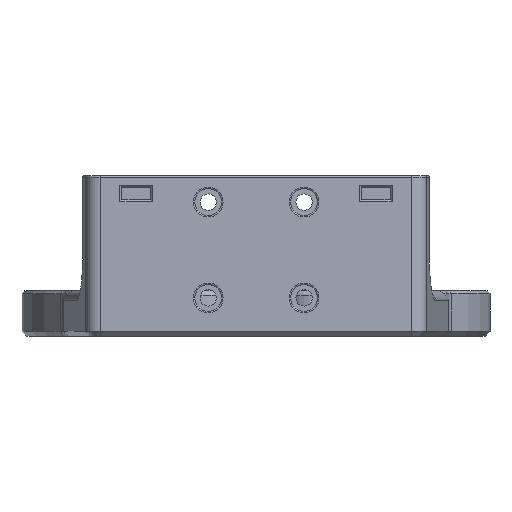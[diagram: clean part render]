
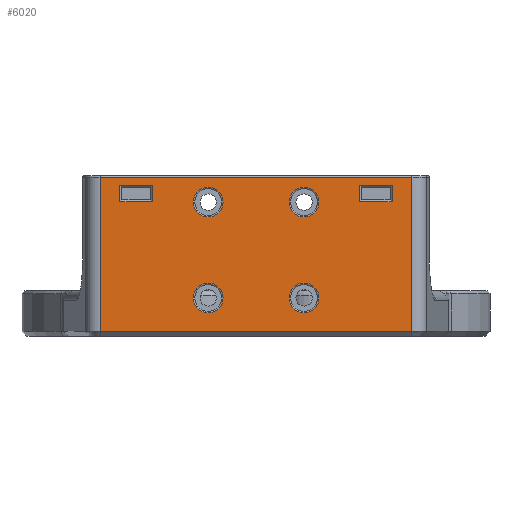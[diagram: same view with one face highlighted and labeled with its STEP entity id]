
A CAD part, front view. The second image highlights one B-rep face of the part: STEP entity #6020.
In plain terms, the highlighted planar face has unit normal (0, -1, 0).
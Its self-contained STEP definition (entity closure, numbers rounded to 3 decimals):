
#41=FACE_BOUND('',#839,.T.);
#42=FACE_BOUND('',#840,.T.);
#43=FACE_BOUND('',#841,.T.);
#44=FACE_BOUND('',#842,.T.);
#45=FACE_BOUND('',#843,.T.);
#46=FACE_BOUND('',#844,.T.);
#263=PLANE('',#6361);
#485=FACE_OUTER_BOUND('',#838,.T.);
#838=EDGE_LOOP('',(#4720,#4721,#4722,#4723));
#839=EDGE_LOOP('',(#4724,#4725,#4726,#4727));
#840=EDGE_LOOP('',(#4728));
#841=EDGE_LOOP('',(#4729));
#842=EDGE_LOOP('',(#4730));
#843=EDGE_LOOP('',(#4731));
#844=EDGE_LOOP('',(#4732,#4733,#4734,#4735));
#1069=CIRCLE('',#6362,3.1);
#1070=CIRCLE('',#6363,3.1);
#1071=CIRCLE('',#6364,3.1);
#1072=CIRCLE('',#6365,3.1);
#1791=LINE('',#11105,#2255);
#1795=LINE('',#11114,#2259);
#1800=LINE('',#11122,#2264);
#1801=LINE('',#11124,#2265);
#1808=LINE('',#11139,#2272);
#1809=LINE('',#11141,#2273);
#1810=LINE('',#11143,#2274);
#1811=LINE('',#11144,#2275);
#1812=LINE('',#11147,#2276);
#1813=LINE('',#11149,#2277);
#1814=LINE('',#11151,#2278);
#1815=LINE('',#11152,#2279);
#2255=VECTOR('',#7250,10.);
#2259=VECTOR('',#7256,10.);
#2264=VECTOR('',#7263,10.);
#2265=VECTOR('',#7266,10.);
#2272=VECTOR('',#7279,10.);
#2273=VECTOR('',#7280,10.);
#2274=VECTOR('',#7281,10.);
#2275=VECTOR('',#7282,10.);
#2276=VECTOR('',#7283,10.);
#2277=VECTOR('',#7284,10.);
#2278=VECTOR('',#7285,10.);
#2279=VECTOR('',#7286,10.);
#2778=VERTEX_POINT('',#11103);
#2779=VERTEX_POINT('',#11104);
#2782=VERTEX_POINT('',#11112);
#2783=VERTEX_POINT('',#11113);
#2789=VERTEX_POINT('',#11137);
#2790=VERTEX_POINT('',#11138);
#2791=VERTEX_POINT('',#11140);
#2792=VERTEX_POINT('',#11142);
#2793=VERTEX_POINT('',#11145);
#2794=VERTEX_POINT('',#11146);
#2795=VERTEX_POINT('',#11148);
#2796=VERTEX_POINT('',#11150);
#2797=VERTEX_POINT('',#11153);
#2798=VERTEX_POINT('',#11155);
#2799=VERTEX_POINT('',#11157);
#2800=VERTEX_POINT('',#11159);
#3516=EDGE_CURVE('',#2778,#2779,#1791,.T.);
#3520=EDGE_CURVE('',#2782,#2783,#1795,.T.);
#3525=EDGE_CURVE('',#2783,#2778,#1800,.T.);
#3526=EDGE_CURVE('',#2779,#2782,#1801,.T.);
#3533=EDGE_CURVE('',#2789,#2790,#1808,.T.);
#3534=EDGE_CURVE('',#2791,#2789,#1809,.T.);
#3535=EDGE_CURVE('',#2792,#2791,#1810,.T.);
#3536=EDGE_CURVE('',#2790,#2792,#1811,.T.);
#3537=EDGE_CURVE('',#2793,#2794,#1812,.T.);
#3538=EDGE_CURVE('',#2795,#2793,#1813,.T.);
#3539=EDGE_CURVE('',#2796,#2795,#1814,.T.);
#3540=EDGE_CURVE('',#2794,#2796,#1815,.T.);
#3541=EDGE_CURVE('',#2797,#2797,#1069,.T.);
#3542=EDGE_CURVE('',#2798,#2798,#1070,.T.);
#3543=EDGE_CURVE('',#2799,#2799,#1071,.T.);
#3544=EDGE_CURVE('',#2800,#2800,#1072,.T.);
#4720=ORIENTED_EDGE('',*,*,#3533,.F.);
#4721=ORIENTED_EDGE('',*,*,#3534,.F.);
#4722=ORIENTED_EDGE('',*,*,#3535,.F.);
#4723=ORIENTED_EDGE('',*,*,#3536,.F.);
#4724=ORIENTED_EDGE('',*,*,#3537,.F.);
#4725=ORIENTED_EDGE('',*,*,#3538,.F.);
#4726=ORIENTED_EDGE('',*,*,#3539,.F.);
#4727=ORIENTED_EDGE('',*,*,#3540,.F.);
#4728=ORIENTED_EDGE('',*,*,#3541,.F.);
#4729=ORIENTED_EDGE('',*,*,#3542,.F.);
#4730=ORIENTED_EDGE('',*,*,#3543,.F.);
#4731=ORIENTED_EDGE('',*,*,#3544,.F.);
#4732=ORIENTED_EDGE('',*,*,#3520,.F.);
#4733=ORIENTED_EDGE('',*,*,#3526,.F.);
#4734=ORIENTED_EDGE('',*,*,#3516,.F.);
#4735=ORIENTED_EDGE('',*,*,#3525,.F.);
#6020=ADVANCED_FACE('',(#485,#41,#42,#43,#44,#45,#46),#263,.T.);
#6361=AXIS2_PLACEMENT_3D('',#11136,#7277,#7278);
#6362=AXIS2_PLACEMENT_3D('',#11154,#7287,#7288);
#6363=AXIS2_PLACEMENT_3D('',#11156,#7289,#7290);
#6364=AXIS2_PLACEMENT_3D('',#11158,#7291,#7292);
#6365=AXIS2_PLACEMENT_3D('',#11160,#7293,#7294);
#7250=DIRECTION('',(0.,0.,-1.));
#7256=DIRECTION('',(0.,0.,1.));
#7263=DIRECTION('',(-1.,0.,0.));
#7266=DIRECTION('',(1.,0.,0.));
#7277=DIRECTION('center_axis',(0.,-1.,0.));
#7278=DIRECTION('ref_axis',(1.,0.,0.));
#7279=DIRECTION('',(-1.,0.,0.));
#7280=DIRECTION('',(0.,0.,-1.));
#7281=DIRECTION('',(1.,0.,0.));
#7282=DIRECTION('',(0.,0.,1.));
#7283=DIRECTION('',(-1.,0.,0.));
#7284=DIRECTION('',(0.,0.,1.));
#7285=DIRECTION('',(1.,0.,0.));
#7286=DIRECTION('',(0.,0.,-1.));
#7287=DIRECTION('center_axis',(0.,-1.,0.));
#7288=DIRECTION('ref_axis',(1.,0.,0.));
#7289=DIRECTION('center_axis',(0.,-1.,0.));
#7290=DIRECTION('ref_axis',(1.,0.,0.));
#7291=DIRECTION('center_axis',(0.,-1.,0.));
#7292=DIRECTION('ref_axis',(1.,0.,0.));
#7293=DIRECTION('center_axis',(0.,-1.,0.));
#7294=DIRECTION('ref_axis',(1.,0.,0.));
#11103=CARTESIAN_POINT('',(-28.4,-65.2,31.5));
#11104=CARTESIAN_POINT('',(-28.4,-65.2,28.1));
#11105=CARTESIAN_POINT('',(-28.4,-65.2,14.25));
#11112=CARTESIAN_POINT('',(-21.6,-65.2,28.1));
#11113=CARTESIAN_POINT('',(-21.6,-65.2,31.5));
#11114=CARTESIAN_POINT('',(-21.6,-65.2,15.55));
#11122=CARTESIAN_POINT('',(-34.1,-65.2,31.5));
#11124=CARTESIAN_POINT('',(-31.1,-65.2,28.1));
#11136=CARTESIAN_POINT('Origin',(-40.2,-65.2,0.));
#11137=CARTESIAN_POINT('',(32.547,-65.2,1.));
#11138=CARTESIAN_POINT('',(-32.547,-65.2,1.));
#11139=CARTESIAN_POINT('',(-20.1,-65.2,1.));
#11140=CARTESIAN_POINT('',(32.547,-65.2,33.2));
#11141=CARTESIAN_POINT('',(32.547,-65.2,4.75));
#11142=CARTESIAN_POINT('',(-32.547,-65.2,33.2));
#11143=CARTESIAN_POINT('',(-20.1,-65.2,33.2));
#11144=CARTESIAN_POINT('',(-32.547,-65.2,4.75));
#11145=CARTESIAN_POINT('',(28.4,-65.2,31.5));
#11146=CARTESIAN_POINT('',(21.6,-65.2,31.5));
#11147=CARTESIAN_POINT('',(-9.1,-65.2,31.5));
#11148=CARTESIAN_POINT('',(28.4,-65.2,28.1));
#11149=CARTESIAN_POINT('',(28.4,-65.2,15.55));
#11150=CARTESIAN_POINT('',(21.6,-65.2,28.1));
#11151=CARTESIAN_POINT('',(-6.1,-65.2,28.1));
#11152=CARTESIAN_POINT('',(21.6,-65.2,14.25));
#11153=CARTESIAN_POINT('',(-9.968,-65.2,4.9));
#11154=CARTESIAN_POINT('Origin',(-9.968,-65.2,8.));
#11155=CARTESIAN_POINT('',(10.032,-65.2,24.9));
#11156=CARTESIAN_POINT('Origin',(10.032,-65.2,28.));
#11157=CARTESIAN_POINT('',(-9.968,-65.2,24.9));
#11158=CARTESIAN_POINT('Origin',(-9.968,-65.2,28.));
#11159=CARTESIAN_POINT('',(10.032,-65.2,4.9));
#11160=CARTESIAN_POINT('Origin',(10.032,-65.2,8.));
